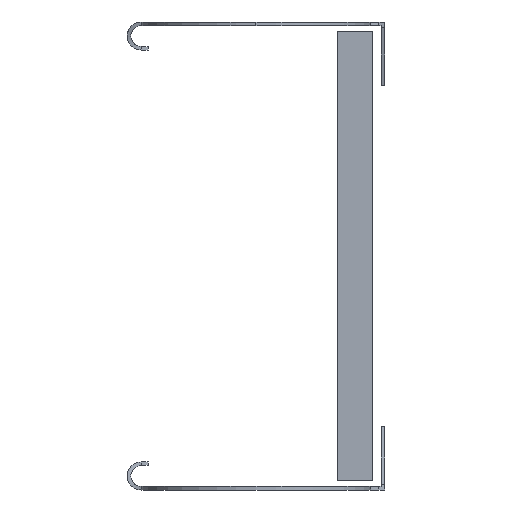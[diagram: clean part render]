
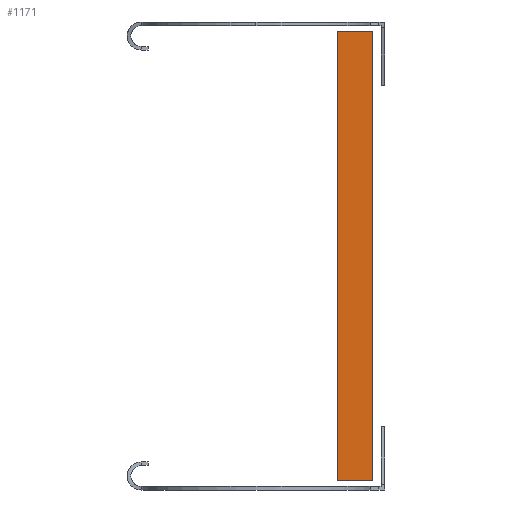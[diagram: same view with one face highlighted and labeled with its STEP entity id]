
A CAD part, left-side view. The second image highlights one B-rep face of the part: STEP entity #1171.
In plain terms, the highlighted planar face has unit normal (-1, 0, 0).
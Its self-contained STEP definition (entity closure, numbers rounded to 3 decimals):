
#103 = CARTESIAN_POINT ( 'NONE',  ( -15., 0., 96. ) ) ;
#262 = ORIENTED_EDGE ( 'NONE', *, *, #3232, .F. ) ;
#330 = ORIENTED_EDGE ( 'NONE', *, *, #1213, .T. ) ;
#516 = CARTESIAN_POINT ( 'NONE',  ( -15., 15., -96. ) ) ;
#920 = VERTEX_POINT ( 'NONE', #4850 ) ;
#985 = CARTESIAN_POINT ( 'NONE',  ( -15., 15., -96. ) ) ;
#1019 = VECTOR ( 'NONE', #1117, 1000. ) ;
#1117 = DIRECTION ( 'NONE',  ( 0., 0., 1. ) ) ;
#1171 = ADVANCED_FACE ( 'NONE', ( #1300 ), #3816, .F. ) ;
#1213 = EDGE_CURVE ( 'NONE', #920, #4475, #1287, .T. ) ;
#1287 = LINE ( 'NONE', #3957, #4615 ) ;
#1300 = FACE_OUTER_BOUND ( 'NONE', #1671, .T. ) ;
#1409 = AXIS2_PLACEMENT_3D ( 'NONE', #3944, #3921, #3923 ) ;
#1481 = EDGE_CURVE ( 'NONE', #920, #1990, #1921, .T. ) ;
#1671 = EDGE_LOOP ( 'NONE', ( #3998, #262, #4623, #330 ) ) ;
#1921 = LINE ( 'NONE', #2676, #4347 ) ;
#1990 = VERTEX_POINT ( 'NONE', #516 ) ;
#2361 = CARTESIAN_POINT ( 'NONE',  ( -15., 15., 96. ) ) ;
#2645 = DIRECTION ( 'NONE',  ( 0., 1., 0. ) ) ;
#2676 = CARTESIAN_POINT ( 'NONE',  ( -15., 3., -96. ) ) ;
#2737 = DIRECTION ( 'NONE',  ( 0., -1., 0. ) ) ;
#2774 = CARTESIAN_POINT ( 'NONE',  ( -15., 3., 96. ) ) ;
#3232 = EDGE_CURVE ( 'NONE', #1990, #3282, #4057, .T. ) ;
#3282 = VERTEX_POINT ( 'NONE', #2361 ) ;
#3348 = VECTOR ( 'NONE', #2737, 1000. ) ;
#3561 = EDGE_CURVE ( 'NONE', #3282, #4475, #3768, .T. ) ;
#3768 = LINE ( 'NONE', #2774, #3348 ) ;
#3816 = PLANE ( 'NONE',  #1409 ) ;
#3921 = DIRECTION ( 'NONE',  ( 1., 0., 0. ) ) ;
#3923 = DIRECTION ( 'NONE',  ( 0., 0., -1. ) ) ;
#3944 = CARTESIAN_POINT ( 'NONE',  ( -15., 3., -96. ) ) ;
#3957 = CARTESIAN_POINT ( 'NONE',  ( -15., 0., -96. ) ) ;
#3964 = DIRECTION ( 'NONE',  ( 0., 0., 1. ) ) ;
#3998 = ORIENTED_EDGE ( 'NONE', *, *, #3561, .F. ) ;
#4057 = LINE ( 'NONE', #985, #1019 ) ;
#4347 = VECTOR ( 'NONE', #2645, 1000. ) ;
#4475 = VERTEX_POINT ( 'NONE', #103 ) ;
#4615 = VECTOR ( 'NONE', #3964, 1000. ) ;
#4623 = ORIENTED_EDGE ( 'NONE', *, *, #1481, .F. ) ;
#4850 = CARTESIAN_POINT ( 'NONE',  ( -15., 0., -96. ) ) ;
